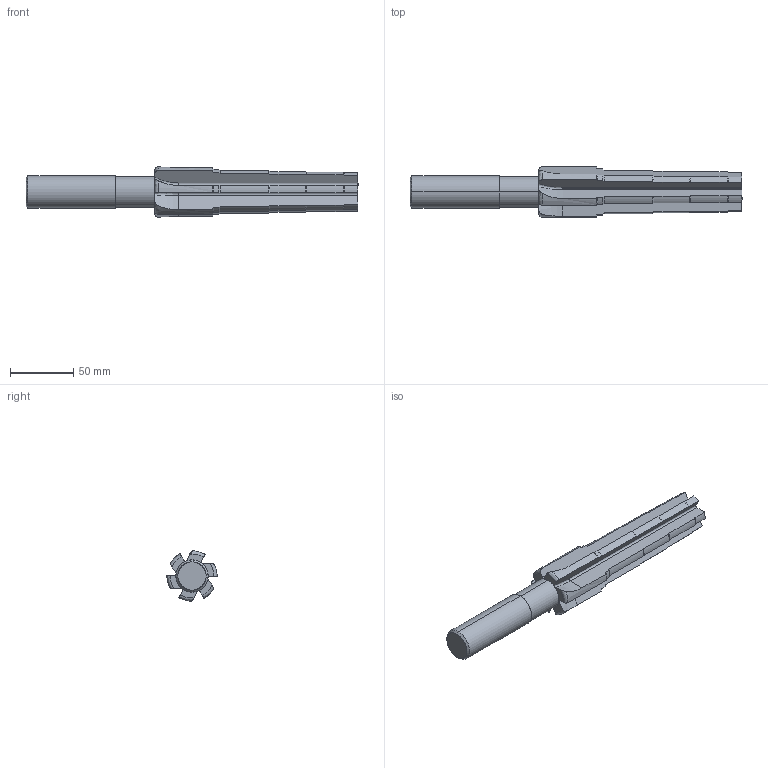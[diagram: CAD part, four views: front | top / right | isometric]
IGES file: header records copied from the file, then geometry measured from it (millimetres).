
Start section: SolidWorks IGES file using analytic representation for surfaces
Global section: file name: 995033002.IGS; native system: SolidWorks 2014; preprocessor: SolidWorks 2014; author: martinw; date: 150729.135631; units: inch
Bounding box: 261.87 x 39.68 x 39.64 mm (x, y, z)
Surface area: 36430.6 mm2 (no closed solid volume)
Topology: 0 solids, 0 shells, 126 faces, 1208 edges, 1208 vertices
Faces by surface type: revolution 91, bspline 35
